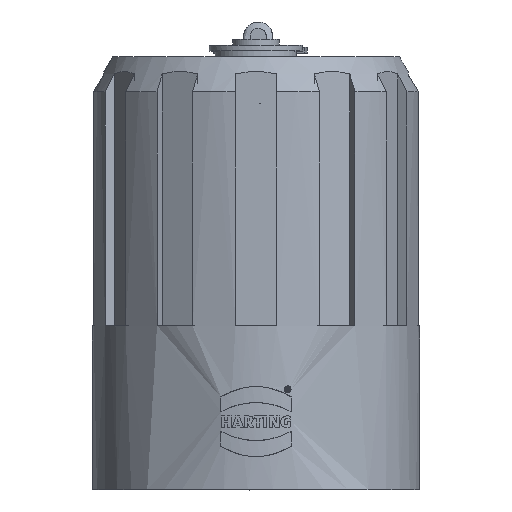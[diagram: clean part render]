
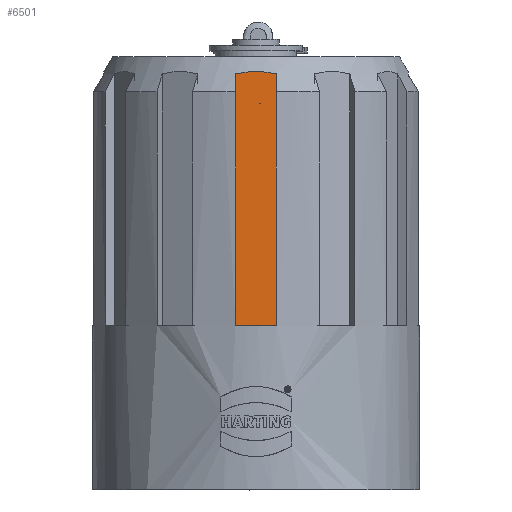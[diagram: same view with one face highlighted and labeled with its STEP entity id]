
A CAD part, top view. The second image highlights one B-rep face of the part: STEP entity #6501.
In plain terms, the highlighted free-form (B-spline) face has degree [1, 1] with [2, 2] control points.
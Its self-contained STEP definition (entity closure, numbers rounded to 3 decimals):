
#6458=CARTESIAN_POINT('F54',(1.75,14.0,13.0));
#6459=CARTESIAN_POINT('F54',(-1.75,14.0,13.0));
#6460=CARTESIAN_POINT('F54',(1.75,38.0,13.0));
#6461=CARTESIAN_POINT('F54',(-1.75,38.0,13.0));
#6462=B_SPLINE_SURFACE_WITH_KNOTS('F54',1,1,((#6458,#6460),(#6459,
   #6461)),.PLANE_SURF.,.F.,.F.,.U.,(2,2),(2,2),(0.0,1.0),(0.0,
   6.857),.UNSPECIFIED.);
#6463=CARTESIAN_POINT('V112',(-1.75,14.0,13.0));
#6464=VERTEX_POINT('V112',#6463);
#6465=CARTESIAN_POINT('V64',(-1.75,35.529,
   13.0));
#6466=VERTEX_POINT('V64',#6465);
#6467=CARTESIAN_POINT('E156',(-1.75,14.0,13.0));
#6468=CARTESIAN_POINT('E156',(-1.75,35.529,
   13.0));
#6469=B_SPLINE_CURVE_WITH_KNOTS('E156',1,(#6467,#6468),
   .POLYLINE_FORM.,.F.,.U.,(2,2),(0.0,6.151),
   .UNSPECIFIED.);
#6470=EDGE_CURVE('E156',#6464,#6466,#6469,.T.);
#6471=ORIENTED_EDGE('E156',*,*,#6470,.F.);
#6472=CARTESIAN_POINT('V111',(1.75,14.0,13.0));
#6473=VERTEX_POINT('V111',#6472);
#6474=CARTESIAN_POINT('E155',(1.75,14.0,13.0));
#6475=CARTESIAN_POINT('E155',(-1.75,14.0,13.0));
#6476=QUASI_UNIFORM_CURVE('E155',1,(#6474,#6475),.POLYLINE_FORM.,.F.,
   .U.);
#6477=EDGE_CURVE('E155',#6473,#6464,#6476,.T.);
#6478=ORIENTED_EDGE('E155',*,*,#6477,.F.);
#6479=CARTESIAN_POINT('V65',(1.75,35.529,
   13.0));
#6480=VERTEX_POINT('V65',#6479);
#6481=CARTESIAN_POINT('E154',(1.75,14.0,13.0));
#6482=CARTESIAN_POINT('E154',(1.75,35.529,
   13.0));
#6483=B_SPLINE_CURVE_WITH_KNOTS('E154',1,(#6481,#6482),
   .POLYLINE_FORM.,.F.,.U.,(2,2),(0.0,4.223),
   .UNSPECIFIED.);
#6484=EDGE_CURVE('E154',#6473,#6480,#6483,.T.);
#6485=ORIENTED_EDGE('E154',*,*,#6484,.T.);
#6486=CARTESIAN_POINT('E89',(-1.75,35.529,
   13.0));
#6487=CARTESIAN_POINT('E89',(0.,35.933,13.0)
   );
#6488=CARTESIAN_POINT('E89',(1.75,35.529,
   13.0));
#6496=(BOUNDED_CURVE()B_SPLINE_CURVE(2,(#6486,#6487,#6488),
   .HYPERBOLIC_ARC.,.F.,.U.)CURVE()GEOMETRIC_REPRESENTATION_ITEM()
   QUASI_UNIFORM_CURVE()RATIONAL_B_SPLINE_CURVE((1.034,
   1.043,1.034))REPRESENTATION_ITEM('E89'));
#6497=EDGE_CURVE('E89',#6466,#6480,#6496,.T.);
#6498=ORIENTED_EDGE('E89',*,*,#6497,.F.);
#6499=EDGE_LOOP('F54',(#6471,#6478,#6485,#6498));
#6500=FACE_OUTER_BOUND('F54',#6499,.T.);
#6501=ADVANCED_FACE('F54',(#6500),#6462,.F.);
